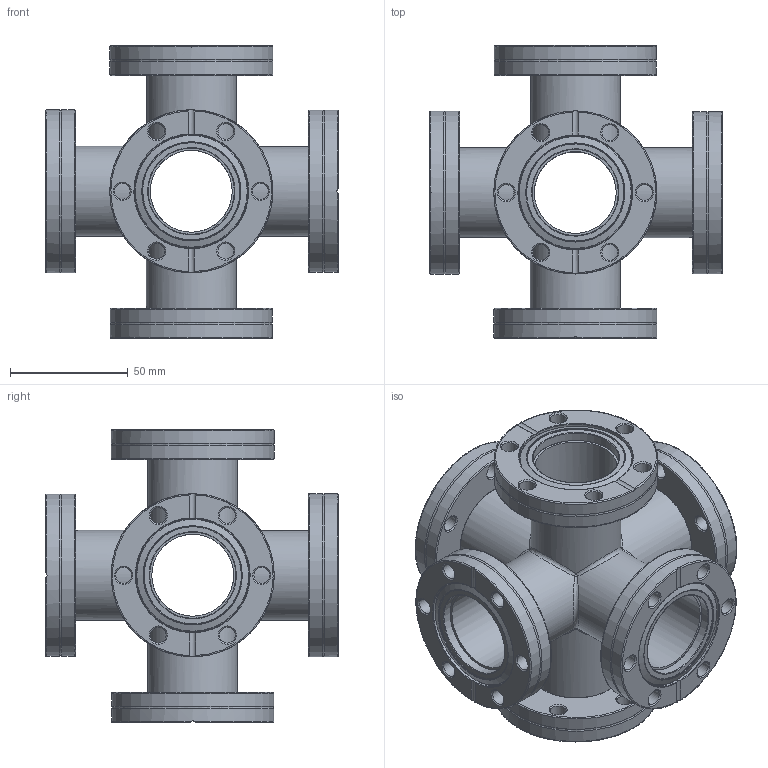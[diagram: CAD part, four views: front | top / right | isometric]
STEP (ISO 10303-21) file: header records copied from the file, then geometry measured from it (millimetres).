
FILE_DESCRIPTION (( 'STEP AP214' ), '1' );
FILE_NAME ('X61CF40R FULLVAC.STEP', '2019-09-24T13:14:13', ( '' ), ( '' ), 'SwSTEP 2.0', 'SolidWorks 2017', '' );
FILE_SCHEMA (( 'AUTOMOTIVE_DESIGN' ));
Length unit declared in the file: millimetre
Products named in the file (5): X61CF40R FULLVAC; 1^X61CF40R; 3^X61CF40R; 4^X61CF40R; 2^X61CF40R
Assembly tree (10 placements, depth 2):
  X61CF40R FULLVAC
    1^X61CF40R
    2^X61CF40R  x3
    3^X61CF40R  x3
    4^X61CF40R  x3
Bounding box: 124.41 x 124.41 x 124.41 mm (x, y, z)
Volume: 211146.1 mm3; surface area: 125454.9 mm2
Topology: 10 solids, 10 shells, 358 faces, 942 edges, 606 vertices
Faces by surface type: bspline 127, cylinder 96, cone 93, plane 42
Full cylindrical faces by diameter (mm): 6.73 x36, 34.8 x6, 36.6 x6, 38.1 x6, 38.35 x3, 38.61 x3, 45.21 x3, 48.21 x3, 48.26 x3, 48.31 x3, 69 x6, 69.3 x6
Entity records: 15578 total; most frequent: CARTESIAN_POINT 10996, ORIENTED_EDGE 500, DIRECTION 410, EDGE_LOOP 284, EDGE_CURVE 250, FACE_OUTER_BOUND 215, AXIS2_PLACEMENT_3D 201, VERTEX_POINT 186
